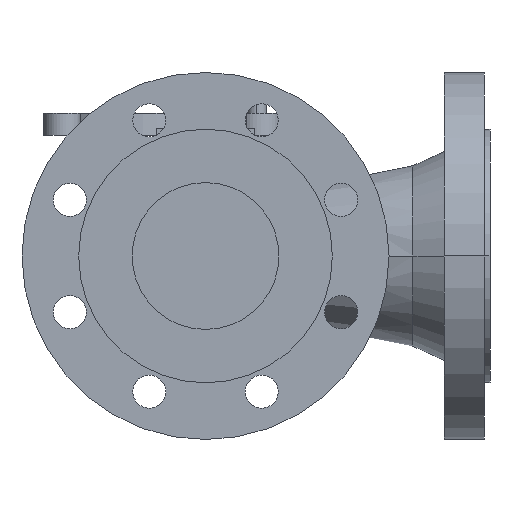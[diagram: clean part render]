
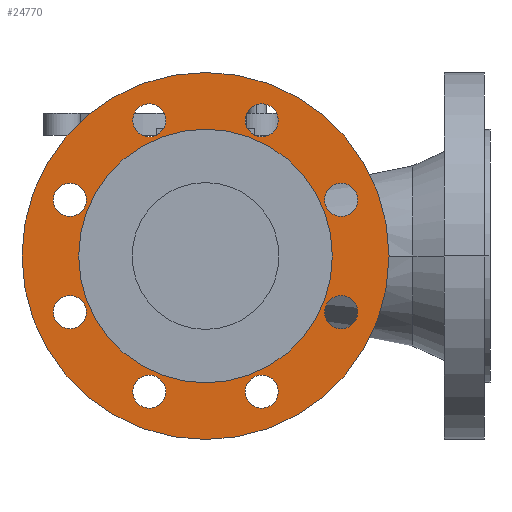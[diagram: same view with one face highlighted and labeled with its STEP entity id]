
A CAD part, front view. The second image highlights one B-rep face of the part: STEP entity #24770.
In plain terms, the highlighted planar face has unit normal (0, -1, 0).
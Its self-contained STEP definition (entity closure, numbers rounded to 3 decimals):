
#2020=CARTESIAN_POINT('',(69.1,3.,0.));
#2030=VERTEX_POINT('',#2020);
#2060=CARTESIAN_POINT('',(0.,3.,0.));
#2070=DIRECTION('',(0.,-1.,-0.));
#2080=DIRECTION('',(-1.,0.,0.));
#2090=AXIS2_PLACEMENT_3D('',#2060,#2070,#2080);
#2100=CIRCLE('',#2090,69.1);
#2110=CARTESIAN_POINT('',(-69.1,3.,0.));
#2120=VERTEX_POINT('',#2110);
#2130=EDGE_CURVE('',#2120,#2030,#2100,.T.);
#2420=CARTESIAN_POINT('',(-100.,3.,0.));
#2430=VERTEX_POINT('',#2420);
#2480=CARTESIAN_POINT('',(0.,3.,0.));
#2490=DIRECTION('',(0.,-1.,-0.));
#2500=DIRECTION('',(-1.,0.,0.));
#2510=AXIS2_PLACEMENT_3D('',#2480,#2490,#2500);
#2520=CIRCLE('',#2510,100.);
#2530=CARTESIAN_POINT('',(100.,3.,0.));
#2540=VERTEX_POINT('',#2530);
#2550=EDGE_CURVE('',#2430,#2540,#2520,.T.);
#10090=CARTESIAN_POINT('',(64.91,3.,-30.615));
#10100=VERTEX_POINT('',#10090);
#10260=CARTESIAN_POINT('',(82.91,3.,-30.615));
#10270=VERTEX_POINT('',#10260);
#10300=CARTESIAN_POINT('',(73.91,3.,-30.615));
#10310=DIRECTION('',(-0.,1.,0.));
#10320=DIRECTION('',(1.,0.,0.));
#10330=AXIS2_PLACEMENT_3D('',#10300,#10310,#10320);
#10340=CIRCLE('',#10330,9.);
#10350=EDGE_CURVE('',#10270,#10100,#10340,.T.);
#10510=CARTESIAN_POINT('',(64.91,3.,30.615));
#10520=VERTEX_POINT('',#10510);
#10680=CARTESIAN_POINT('',(82.91,3.,30.615));
#10690=VERTEX_POINT('',#10680);
#10720=CARTESIAN_POINT('',(73.91,3.,30.615));
#10730=DIRECTION('',(-0.,1.,0.));
#10740=DIRECTION('',(1.,0.,0.));
#10750=AXIS2_PLACEMENT_3D('',#10720,#10730,#10740);
#10760=CIRCLE('',#10750,9.);
#10770=EDGE_CURVE('',#10690,#10520,#10760,.T.);
#10930=CARTESIAN_POINT('',(39.615,3.,73.91));
#10940=VERTEX_POINT('',#10930);
#10970=CARTESIAN_POINT('',(30.615,3.,73.91));
#10980=DIRECTION('',(-0.,1.,0.));
#10990=DIRECTION('',(1.,0.,0.));
#11000=AXIS2_PLACEMENT_3D('',#10970,#10980,#10990);
#11010=CIRCLE('',#11000,9.);
#11020=CARTESIAN_POINT('',(21.615,3.,73.91));
#11030=VERTEX_POINT('',#11020);
#11040=EDGE_CURVE('',#10940,#11030,#11010,.T.);
#11350=CARTESIAN_POINT('',(-39.615,3.,73.91));
#11360=VERTEX_POINT('',#11350);
#11390=CARTESIAN_POINT('',(-30.615,3.,73.91));
#11400=DIRECTION('',(-0.,1.,0.));
#11410=DIRECTION('',(1.,0.,0.));
#11420=AXIS2_PLACEMENT_3D('',#11390,#11400,#11410);
#11430=CIRCLE('',#11420,9.);
#11440=CARTESIAN_POINT('',(-21.615,3.,73.91));
#11450=VERTEX_POINT('',#11440);
#11460=EDGE_CURVE('',#11360,#11450,#11430,.T.);
#11770=CARTESIAN_POINT('',(-64.91,3.,30.615));
#11780=VERTEX_POINT('',#11770);
#11810=CARTESIAN_POINT('',(-73.91,3.,30.615));
#11820=DIRECTION('',(-0.,1.,0.));
#11830=DIRECTION('',(1.,0.,0.));
#11840=AXIS2_PLACEMENT_3D('',#11810,#11820,#11830);
#11850=CIRCLE('',#11840,9.);
#11860=CARTESIAN_POINT('',(-82.91,3.,30.615));
#11870=VERTEX_POINT('',#11860);
#11880=EDGE_CURVE('',#11780,#11870,#11850,.T.);
#12190=CARTESIAN_POINT('',(-64.91,3.,-30.615));
#12200=VERTEX_POINT('',#12190);
#12230=CARTESIAN_POINT('',(-73.91,3.,-30.615));
#12240=DIRECTION('',(-0.,1.,0.));
#12250=DIRECTION('',(1.,0.,0.));
#12260=AXIS2_PLACEMENT_3D('',#12230,#12240,#12250);
#12270=CIRCLE('',#12260,9.);
#12280=CARTESIAN_POINT('',(-82.91,3.,-30.615));
#12290=VERTEX_POINT('',#12280);
#12300=EDGE_CURVE('',#12200,#12290,#12270,.T.);
#12610=CARTESIAN_POINT('',(-21.615,3.,-73.91));
#12620=VERTEX_POINT('',#12610);
#12650=CARTESIAN_POINT('',(-30.615,3.,-73.91));
#12660=DIRECTION('',(-0.,1.,0.));
#12670=DIRECTION('',(1.,0.,0.));
#12680=AXIS2_PLACEMENT_3D('',#12650,#12660,#12670);
#12690=CIRCLE('',#12680,9.);
#12700=CARTESIAN_POINT('',(-39.615,3.,-73.91));
#12710=VERTEX_POINT('',#12700);
#12720=EDGE_CURVE('',#12620,#12710,#12690,.T.);
#13030=CARTESIAN_POINT('',(39.615,3.,-73.91));
#13040=VERTEX_POINT('',#13030);
#13200=CARTESIAN_POINT('',(21.615,3.,-73.91));
#13210=VERTEX_POINT('',#13200);
#13240=CARTESIAN_POINT('',(30.615,3.,-73.91));
#13250=DIRECTION('',(-0.,1.,0.));
#13260=DIRECTION('',(1.,0.,0.));
#13270=AXIS2_PLACEMENT_3D('',#13240,#13250,#13260);
#13280=CIRCLE('',#13270,9.);
#13290=EDGE_CURVE('',#13210,#13040,#13280,.T.);
#24220=CARTESIAN_POINT('',(-84.55,3.,0.));
#24230=DIRECTION('',(0.,-1.,-0.));
#24240=DIRECTION('',(-1.,0.,0.));
#24250=AXIS2_PLACEMENT_3D('',#24220,#24230,#24240);
#24260=PLANE('',#24250);
#24270=EDGE_CURVE('',#13040,#13210,#13280,.T.);
#24280=ORIENTED_EDGE('',*,*,#24270,.T.);
#24290=ORIENTED_EDGE('',*,*,#13290,.T.);
#24300=EDGE_LOOP('',(#24290,#24280));
#24310=FACE_BOUND('',#24300,.T.);
#24320=EDGE_CURVE('',#12710,#12620,#12690,.T.);
#24330=ORIENTED_EDGE('',*,*,#24320,.T.);
#24340=ORIENTED_EDGE('',*,*,#12720,.T.);
#24350=EDGE_LOOP('',(#24340,#24330));
#24360=FACE_BOUND('',#24350,.T.);
#24370=EDGE_CURVE('',#12290,#12200,#12270,.T.);
#24380=ORIENTED_EDGE('',*,*,#24370,.T.);
#24390=ORIENTED_EDGE('',*,*,#12300,.T.);
#24400=EDGE_LOOP('',(#24390,#24380));
#24410=FACE_BOUND('',#24400,.T.);
#24420=ORIENTED_EDGE('',*,*,#11880,.T.);
#24430=EDGE_CURVE('',#11870,#11780,#11850,.T.);
#24440=ORIENTED_EDGE('',*,*,#24430,.T.);
#24450=EDGE_LOOP('',(#24440,#24420));
#24460=FACE_BOUND('',#24450,.T.);
#24470=EDGE_CURVE('',#11450,#11360,#11430,.T.);
#24480=ORIENTED_EDGE('',*,*,#24470,.T.);
#24490=ORIENTED_EDGE('',*,*,#11460,.T.);
#24500=EDGE_LOOP('',(#24490,#24480));
#24510=FACE_BOUND('',#24500,.T.);
#24520=ORIENTED_EDGE('',*,*,#11040,.T.);
#24530=EDGE_CURVE('',#11030,#10940,#11010,.T.);
#24540=ORIENTED_EDGE('',*,*,#24530,.T.);
#24550=EDGE_LOOP('',(#24540,#24520));
#24560=FACE_BOUND('',#24550,.T.);
#24570=EDGE_CURVE('',#10520,#10690,#10760,.T.);
#24580=ORIENTED_EDGE('',*,*,#24570,.T.);
#24590=ORIENTED_EDGE('',*,*,#10770,.T.);
#24600=EDGE_LOOP('',(#24590,#24580));
#24610=FACE_BOUND('',#24600,.T.);
#24620=EDGE_CURVE('',#10100,#10270,#10340,.T.);
#24630=ORIENTED_EDGE('',*,*,#24620,.T.);
#24640=ORIENTED_EDGE('',*,*,#10350,.T.);
#24650=EDGE_LOOP('',(#24640,#24630));
#24660=FACE_BOUND('',#24650,.T.);
#24670=EDGE_CURVE('',#2030,#2120,#2100,.T.);
#24680=ORIENTED_EDGE('',*,*,#24670,.F.);
#24690=ORIENTED_EDGE('',*,*,#2130,.F.);
#24700=EDGE_LOOP('',(#24690,#24680));
#24710=FACE_BOUND('',#24700,.T.);
#24720=ORIENTED_EDGE('',*,*,#2550,.T.);
#24730=EDGE_CURVE('',#2540,#2430,#2520,.T.);
#24740=ORIENTED_EDGE('',*,*,#24730,.T.);
#24750=EDGE_LOOP('',(#24740,#24720));
#24760=FACE_OUTER_BOUND('',#24750,.T.);
#24770=ADVANCED_FACE('',(#24310,#24360,#24410,#24460,#24510,#24560,
#24610,#24660,#24710,#24760),#24260,.T.);
